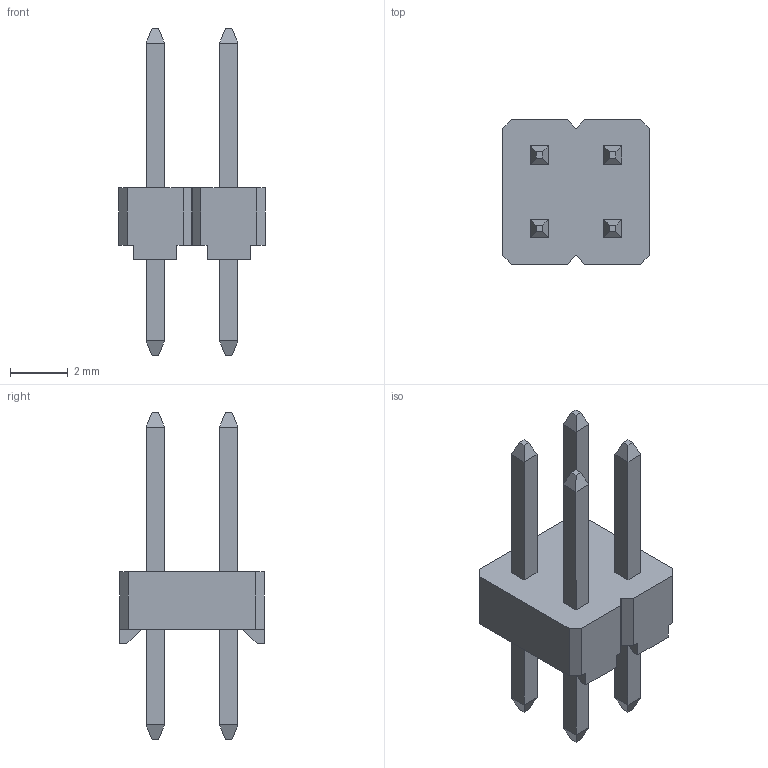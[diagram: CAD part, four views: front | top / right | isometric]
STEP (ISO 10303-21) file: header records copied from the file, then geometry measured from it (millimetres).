
FILE_DESCRIPTION(/* description */ (''),/* implementation_level */ '2;1');
FILE_NAME(/* name */ '961204-6404-XX',/* time_stamp */ '2007-06-18T13:22:51+02:00',/* author */ (''),/* organization */ (''),/* preprocessor_version */ 'ST-DEVELOPER v9',/* originating_system */ 'UGS - NX 4.0',/* authorisation */ '');
FILE_SCHEMA (('AUTOMOTIVE_DESIGN { 1 0 10303 214 1 1 1 1 }'));
Length unit declared in the file: millimetre
Products named in the file (1): 961204-6404-XX
Bounding box: 5.08 x 5 x 11.3 mm (x, y, z)
Volume: 65.7 mm3; surface area: 185.1 mm2
Topology: 1 solids, 1 shells, 110 faces, 268 edges, 168 vertices
Faces by surface type: plane 110
Entity records: 3140 total; most frequent: CARTESIAN_POINT 547, ORIENTED_EDGE 536, DIRECTION 490, EDGE_CURVE 268, LINE 268, VECTOR 268, VERTEX_POINT 168, EDGE_LOOP 118
